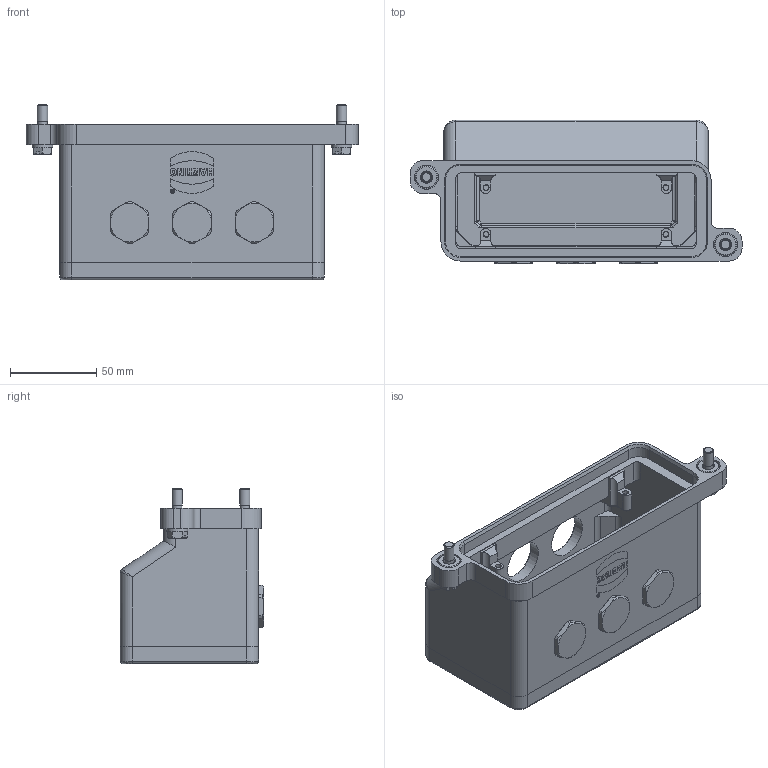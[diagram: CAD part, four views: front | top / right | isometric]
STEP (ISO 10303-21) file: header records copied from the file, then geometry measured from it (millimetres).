
FILE_DESCRIPTION(/* description */ (''),/* implementation_level */ '2;1');
FILE_NAME(/* name */ '100095463ugm000_c.stp',/* time_stamp */ '2017-11-03T10:42:14+01:00',/* author */ (''),/* organization */ (''),/* preprocessor_version */ 'ST-DEVELOPER v16',/* originating_system */ 'SIEMENS PLM Software NX 10.0',/* authorisation */ '');
FILE_SCHEMA (('AUTOMOTIVE_DESIGN { 1 0 10303 214 3 1 1 1 }'));
Length unit declared in the file: millimetre
Products named in the file (1): 100095463ugm000_c
Bounding box: 192 x 83 x 101.4 mm (x, y, z)
Volume: 337609.4 mm3; surface area: 114093.7 mm2
Topology: 1 solids, 11 shells, 576 faces, 1565 edges, 1124 vertices
Faces by surface type: plane 240, cylinder 183, cone 87, bspline 38, revolution 16, sphere 8, torus 4
Full cylindrical faces by diameter (mm): 3 x4, 3.4 x4, 4.2 x4, 5 x4, 5.3 x4, 5.5 x4, 6 x4, 6.2 x4, 6.4 x2, 10 x4, 12 x2, 13 x2, 14 x2, 16 x3, 18 x3, 18.6 x3, 25 x3
Entity records: 20331 total; most frequent: CARTESIAN_POINT 5233, ORIENTED_EDGE 2612, DIRECTION 2554, EDGE_CURVE 1306, AXIS2_PLACEMENT_3D 966, VERTEX_POINT 914, EDGE_LOOP 764, LINE 606
